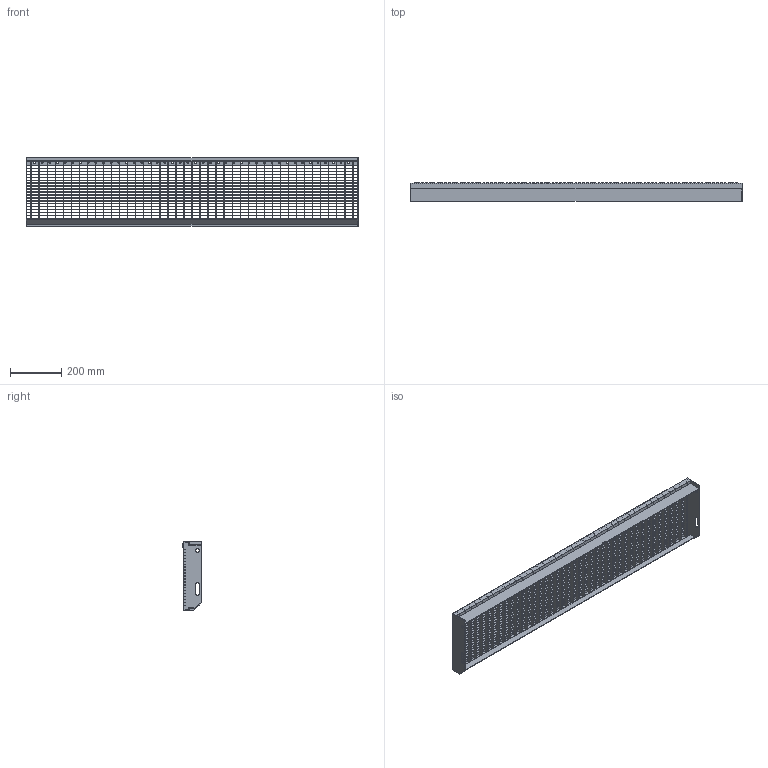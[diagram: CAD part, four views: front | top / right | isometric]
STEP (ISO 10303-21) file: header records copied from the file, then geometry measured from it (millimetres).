
FILE_DESCRIPTION (( 'STEP AP203' ), '1' );
FILE_NAME ('40.1302731.7.step', '2015-10-04T07:12:35', ( '' ), ( '' ), 'SwSTEP 2.0', 'SolidWorks 2015', '' );
FILE_SCHEMA (( 'CONFIG_CONTROL_DESIGN' ));
Length unit declared in the file: millimetre
Products named in the file (1): 40.1302731.7
Bounding box: 1300 x 72.67 x 270 mm (x, y, z)
Volume: 1251142.1 mm3; surface area: 1557124.6 mm2
Topology: 53 solids, 53 shells, 1202 faces, 2978 edges, 1968 vertices
Faces by surface type: plane 767, cylinder 180, cone 170, bspline 85
Entity records: 40581 total; most frequent: CARTESIAN_POINT 11442, ORIENTED_EDGE 5956, DIRECTION 5760, EDGE_CURVE 2978, VECTOR 2092, LINE 2092, VERTEX_POINT 1968, AXIS2_PLACEMENT_3D 1834
